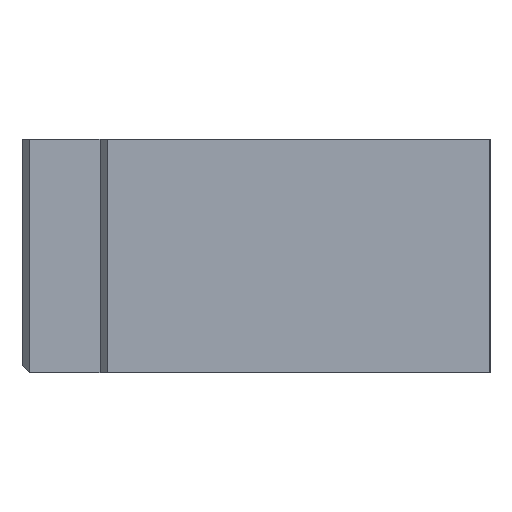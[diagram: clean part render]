
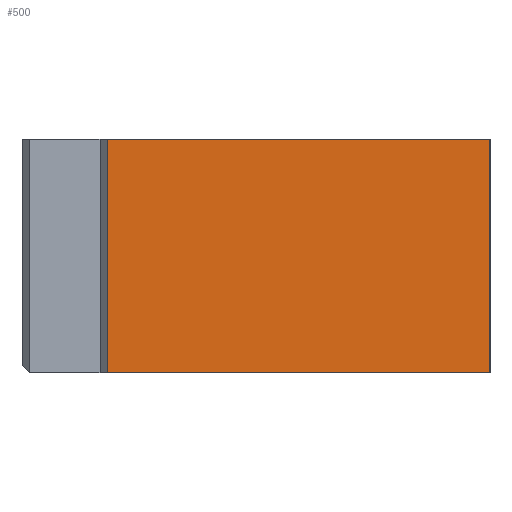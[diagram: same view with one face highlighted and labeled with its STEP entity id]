
A CAD part, left-side view. The second image highlights one B-rep face of the part: STEP entity #500.
In plain terms, the highlighted planar face has unit normal (-1, 0, 0).
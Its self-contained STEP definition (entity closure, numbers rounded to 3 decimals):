
#435=CARTESIAN_POINT('',(-48.5,9.5,7.5));
#436=VERTEX_POINT('',#435);
#453=CARTESIAN_POINT('',(-48.5,9.5,-7.5));
#454=VERTEX_POINT('',#453);
#461=CARTESIAN_POINT('',(-48.5,9.5,-7.5));
#462=DIRECTION('',(0.0,0.0,1.0));
#463=VECTOR('',#462,15.0);
#464=LINE('',#461,#463);
#465=EDGE_CURVE('',#454,#436,#464,.T.);
#470=CARTESIAN_POINT('',(-48.5,-15.,-7.5));
#471=DIRECTION('',(-1.0,0.0,0.0));
#472=DIRECTION('',(0.0,0.0,1.0));
#473=AXIS2_PLACEMENT_3D('',#470,#471,#472);
#474=PLANE('',#473);
#475=ORIENTED_EDGE('',*,*,#465,.F.);
#476=CARTESIAN_POINT('',(-48.5,-15.,-7.5));
#477=VERTEX_POINT('',#476);
#478=CARTESIAN_POINT('',(-48.5,-15.,-7.5));
#479=DIRECTION('',(0.0,1.0,0.0));
#480=VECTOR('',#479,24.5);
#481=LINE('',#478,#480);
#482=EDGE_CURVE('',#477,#454,#481,.T.);
#483=ORIENTED_EDGE('',*,*,#482,.F.);
#484=CARTESIAN_POINT('',(-48.5,-15.,7.5));
#485=VERTEX_POINT('',#484);
#486=CARTESIAN_POINT('',(-48.5,-15.,-7.5));
#487=DIRECTION('',(0.0,0.0,1.0));
#488=VECTOR('',#487,15.0);
#489=LINE('',#486,#488);
#490=EDGE_CURVE('',#477,#485,#489,.T.);
#491=ORIENTED_EDGE('',*,*,#490,.T.);
#492=CARTESIAN_POINT('',(-48.5,-15.,7.5));
#493=DIRECTION('',(0.0,1.0,0.0));
#494=VECTOR('',#493,24.5);
#495=LINE('',#492,#494);
#496=EDGE_CURVE('',#485,#436,#495,.T.);
#497=ORIENTED_EDGE('',*,*,#496,.T.);
#498=EDGE_LOOP('',(#475,#483,#491,#497));
#499=FACE_OUTER_BOUND('',#498,.T.);
#500=ADVANCED_FACE('',(#499),#474,.T.);
